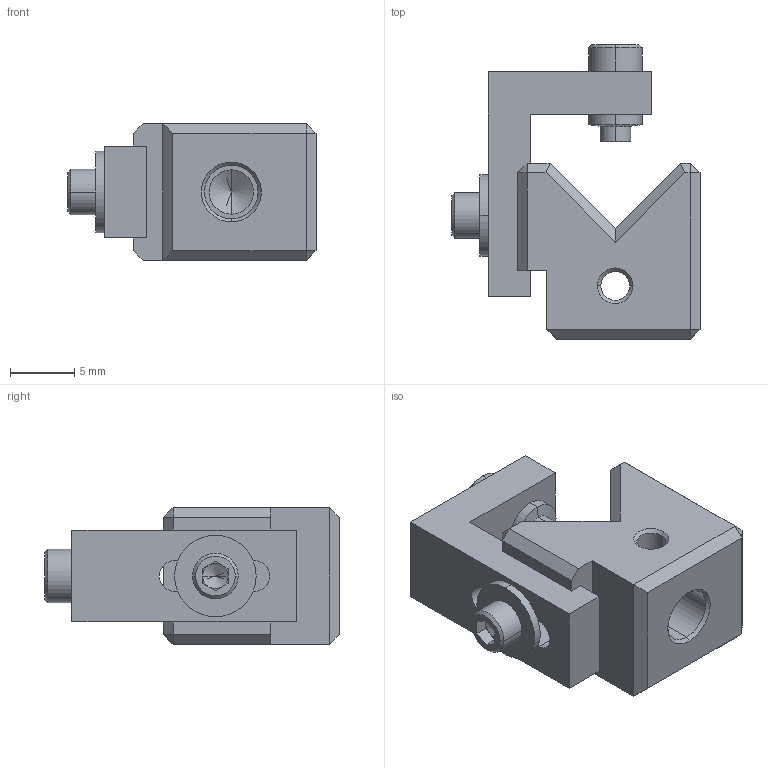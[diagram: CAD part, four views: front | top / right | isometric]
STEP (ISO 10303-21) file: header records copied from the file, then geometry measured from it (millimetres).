
FILE_DESCRIPTION (( 'STEP AP214' ), '1' );
FILE_NAME ('0195-E0W.STEP', '2018-08-06T13:53:09', ( '' ), ( '' ), 'SwSTEP 2.0', 'SolidWorks 2018', '' );
FILE_SCHEMA (( 'AUTOMOTIVE_DESIGN' ));
Length unit declared in the file: inch
Products named in the file (1): 0195-E0W
Bounding box: 19.33 x 22.95 x 10.67 mm (x, y, z)
Volume: 2102.5 mm3; surface area: 1984.2 mm2
Topology: 5 solids, 5 shells, 318 faces, 802 edges, 511 vertices
Faces by surface type: plane 204, bspline 63, cylinder 29, cone 20, torus 2
Entity records: 14036 total; most frequent: CARTESIAN_POINT 2597, ORIENTED_EDGE 1592, DIRECTION 1250, EDGE_CURVE 796, VECTOR 586, LINE 586, VERTEX_POINT 511, EDGE_LOOP 351
